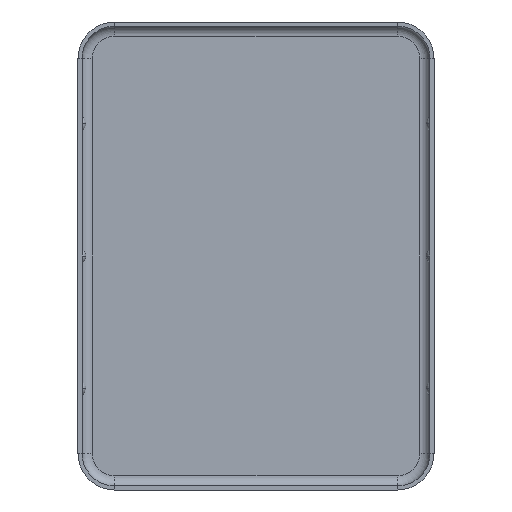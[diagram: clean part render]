
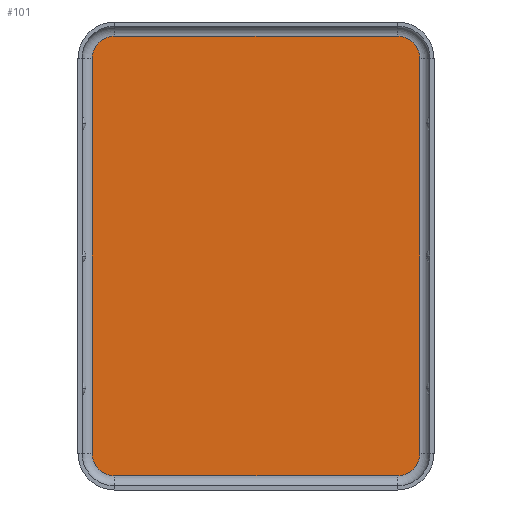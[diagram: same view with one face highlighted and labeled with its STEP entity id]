
A CAD part, front view. The second image highlights one B-rep face of the part: STEP entity #101.
In plain terms, the highlighted planar face has unit normal (0, -1, 0).
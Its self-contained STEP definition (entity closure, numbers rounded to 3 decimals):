
#38 = CARTESIAN_POINT ( 'NONE',  ( 6.95, 0., 9.7 ) ) ;
#79 = CIRCLE ( 'NONE', #1398, 1.1 ) ;
#101 = ADVANCED_FACE ( 'NONE', ( #1093 ), #1609, .T. ) ;
#183 = DIRECTION ( 'NONE',  ( -1., 0., 0. ) ) ;
#185 = DIRECTION ( 'NONE',  ( 0., 0., -1. ) ) ;
#194 = DIRECTION ( 'NONE',  ( 0., -1., 0. ) ) ;
#225 = ORIENTED_EDGE ( 'NONE', *, *, #1332, .F. ) ;
#244 = VECTOR ( 'NONE', #1767, 1000. ) ;
#255 = EDGE_CURVE ( 'NONE', #419, #1254, #1003, .T. ) ;
#311 = ORIENTED_EDGE ( 'NONE', *, *, #255, .F. ) ;
#342 = DIRECTION ( 'NONE',  ( 0., 1., 0. ) ) ;
#364 = CARTESIAN_POINT ( 'NONE',  ( 6.95, 0., -10.8 ) ) ;
#416 = VECTOR ( 'NONE', #1811, 1000. ) ;
#419 = VERTEX_POINT ( 'NONE', #1621 ) ;
#485 = VERTEX_POINT ( 'NONE', #1568 ) ;
#540 = CARTESIAN_POINT ( 'NONE',  ( -8.05, 0., 0. ) ) ;
#557 = CIRCLE ( 'NONE', #1789, 1.1 ) ;
#601 = CARTESIAN_POINT ( 'NONE',  ( -6.95, 0., -10.8 ) ) ;
#603 = DIRECTION ( 'NONE',  ( 0., 0., -1. ) ) ;
#604 = AXIS2_PLACEMENT_3D ( 'NONE', #1450, #1456, #1466 ) ;
#631 = DIRECTION ( 'NONE',  ( 0., 0., 1. ) ) ;
#646 = LINE ( 'NONE', #540, #1364 ) ;
#715 = DIRECTION ( 'NONE',  ( 0., 0., -1. ) ) ;
#729 = DIRECTION ( 'NONE',  ( 0., 1., 0. ) ) ;
#772 = EDGE_CURVE ( 'NONE', #1201, #800, #1679, .T. ) ;
#793 = CARTESIAN_POINT ( 'NONE',  ( -8.05, 0., 9.7 ) ) ;
#800 = VERTEX_POINT ( 'NONE', #601 ) ;
#921 = VERTEX_POINT ( 'NONE', #364 ) ;
#936 = AXIS2_PLACEMENT_3D ( 'NONE', #1036, #194, #185 ) ;
#993 = CARTESIAN_POINT ( 'NONE',  ( -8.05, 0., -9.7 ) ) ;
#1003 = LINE ( 'NONE', #1372, #416 ) ;
#1020 = DIRECTION ( 'NONE',  ( 0., -1., 0. ) ) ;
#1036 = CARTESIAN_POINT ( 'NONE',  ( 6.95, 0., -9.7 ) ) ;
#1067 = ORIENTED_EDGE ( 'NONE', *, *, #1823, .F. ) ;
#1093 = FACE_OUTER_BOUND ( 'NONE', #1463, .T. ) ;
#1096 = DIRECTION ( 'NONE',  ( 0., 0., -1. ) ) ;
#1117 = CIRCLE ( 'NONE', #1758, 1.1 ) ;
#1122 = ORIENTED_EDGE ( 'NONE', *, *, #772, .T. ) ;
#1142 = CARTESIAN_POINT ( 'NONE',  ( -6.95, 0., 9.7 ) ) ;
#1201 = VERTEX_POINT ( 'NONE', #993 ) ;
#1250 = VERTEX_POINT ( 'NONE', #1448 ) ;
#1254 = VERTEX_POINT ( 'NONE', #1316 ) ;
#1307 = EDGE_CURVE ( 'NONE', #485, #1250, #1319, .T. ) ;
#1316 = CARTESIAN_POINT ( 'NONE',  ( 8.05, 0., -9.7 ) ) ;
#1319 = LINE ( 'NONE', #1483, #244 ) ;
#1332 = EDGE_CURVE ( 'NONE', #1254, #921, #557, .T. ) ;
#1364 = VECTOR ( 'NONE', #1096, 1000. ) ;
#1372 = CARTESIAN_POINT ( 'NONE',  ( 8.05, 0., 0. ) ) ;
#1398 = AXIS2_PLACEMENT_3D ( 'NONE', #1142, #729, #715 ) ;
#1434 = ORIENTED_EDGE ( 'NONE', *, *, #1596, .F. ) ;
#1448 = CARTESIAN_POINT ( 'NONE',  ( -6.95, 0., 10.8 ) ) ;
#1450 = CARTESIAN_POINT ( 'NONE',  ( -6.95, 0., -9.7 ) ) ;
#1456 = DIRECTION ( 'NONE',  ( 0., -1., 0. ) ) ;
#1463 = EDGE_LOOP ( 'NONE', ( #1067, #225, #311, #1800, #1664, #1434, #1819, #1122 ) ) ;
#1466 = DIRECTION ( 'NONE',  ( 0., 0., 1. ) ) ;
#1483 = CARTESIAN_POINT ( 'NONE',  ( 6.95, 0., 10.8 ) ) ;
#1533 = EDGE_CURVE ( 'NONE', #1841, #1201, #646, .T. ) ;
#1568 = CARTESIAN_POINT ( 'NONE',  ( 6.95, 0., 10.8 ) ) ;
#1596 = EDGE_CURVE ( 'NONE', #1841, #1250, #79, .T. ) ;
#1602 = CARTESIAN_POINT ( 'NONE',  ( 6.95, 0., -10.8 ) ) ;
#1609 = PLANE ( 'NONE',  #936 ) ;
#1621 = CARTESIAN_POINT ( 'NONE',  ( 8.05, 0., 9.7 ) ) ;
#1624 = CARTESIAN_POINT ( 'NONE',  ( 6.95, 0., -9.7 ) ) ;
#1664 = ORIENTED_EDGE ( 'NONE', *, *, #1307, .T. ) ;
#1679 = CIRCLE ( 'NONE', #604, 1.1 ) ;
#1705 = VECTOR ( 'NONE', #183, 1000. ) ;
#1758 = AXIS2_PLACEMENT_3D ( 'NONE', #38, #1020, #603 ) ;
#1767 = DIRECTION ( 'NONE',  ( -1., 0., 0. ) ) ;
#1789 = AXIS2_PLACEMENT_3D ( 'NONE', #1624, #342, #631 ) ;
#1800 = ORIENTED_EDGE ( 'NONE', *, *, #1809, .T. ) ;
#1801 = LINE ( 'NONE', #1602, #1705 ) ;
#1809 = EDGE_CURVE ( 'NONE', #419, #485, #1117, .T. ) ;
#1811 = DIRECTION ( 'NONE',  ( 0., 0., -1. ) ) ;
#1819 = ORIENTED_EDGE ( 'NONE', *, *, #1533, .T. ) ;
#1823 = EDGE_CURVE ( 'NONE', #921, #800, #1801, .T. ) ;
#1841 = VERTEX_POINT ( 'NONE', #793 ) ;
